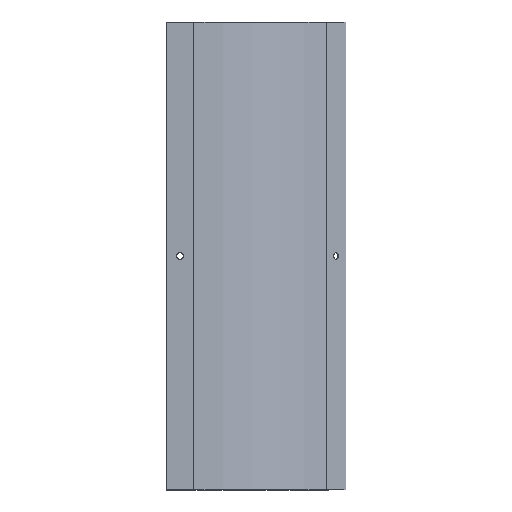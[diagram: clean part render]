
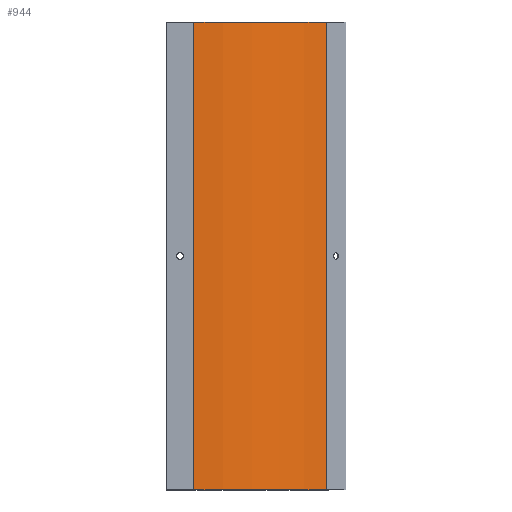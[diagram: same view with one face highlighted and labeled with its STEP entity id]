
A CAD part, front view. The second image highlights one B-rep face of the part: STEP entity #944.
In plain terms, the highlighted cylindrical face has radius 200 mm (diameter 400 mm), a partial arc.
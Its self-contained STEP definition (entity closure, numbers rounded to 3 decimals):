
#1 = CARTESIAN_POINT ( 'NONE',  ( 29.792, -50., -499.2 ) ) ;
#7 = CARTESIAN_POINT ( 'NONE',  ( 29.792, -50., 0.8 ) ) ;
#25 = CARTESIAN_POINT ( 'NONE',  ( 171.213, 8.579, 0.8 ) ) ;
#46 = DIRECTION ( 'NONE',  ( 1., 0., 0. ) ) ;
#47 = DIRECTION ( 'NONE',  ( 0., 0., 1. ) ) ;
#48 = CARTESIAN_POINT ( 'NONE',  ( 29.792, 150., -499.2 ) ) ;
#80 = DIRECTION ( 'NONE',  ( 1., 0., 0. ) ) ;
#81 = DIRECTION ( 'NONE',  ( 0., 0., 1. ) ) ;
#82 = CARTESIAN_POINT ( 'NONE',  ( 29.792, 150., 0.8 ) ) ;
#135 = CARTESIAN_POINT ( 'NONE',  ( 171.213, 8.579, 0.8 ) ) ;
#142 = DIRECTION ( 'NONE',  ( 0., 0., -1. ) ) ;
#158 = LINE ( 'NONE', #135, #163 ) ;
#163 = VECTOR ( 'NONE', #142, 1000. ) ;
#199 = CIRCLE ( 'NONE', #348, 200. ) ;
#223 = CIRCLE ( 'NONE', #312, 200. ) ;
#312 = AXIS2_PLACEMENT_3D ( 'NONE', #48, #47, #46 ) ;
#328 = EDGE_CURVE ( 'NONE', #517, #565, #158, .T. ) ;
#348 = AXIS2_PLACEMENT_3D ( 'NONE', #82, #81, #80 ) ;
#357 = EDGE_CURVE ( 'NONE', #537, #517, #199, .T. ) ;
#378 = EDGE_CURVE ( 'NONE', #543, #565, #223, .T. ) ;
#434 = EDGE_LOOP ( 'NONE', ( #611, #661, #663, #660 ) ) ;
#517 = VERTEX_POINT ( 'NONE', #25 ) ;
#537 = VERTEX_POINT ( 'NONE', #7 ) ;
#543 = VERTEX_POINT ( 'NONE', #1 ) ;
#565 = VERTEX_POINT ( 'NONE', #1223 ) ;
#611 = ORIENTED_EDGE ( 'NONE', *, *, #378, .T. ) ;
#660 = ORIENTED_EDGE ( 'NONE', *, *, #805, .T. ) ;
#661 = ORIENTED_EDGE ( 'NONE', *, *, #328, .F. ) ;
#663 = ORIENTED_EDGE ( 'NONE', *, *, #357, .F. ) ;
#805 = EDGE_CURVE ( 'NONE', #537, #543, #822, .T. ) ;
#822 = LINE ( 'NONE', #1175, #824 ) ;
#824 = VECTOR ( 'NONE', #1119, 1000. ) ;
#842 = FACE_OUTER_BOUND ( 'NONE', #434, .T. ) ;
#846 = CYLINDRICAL_SURFACE ( 'NONE', #1027, 200. ) ;
#944 = ADVANCED_FACE ( 'NONE', ( #842 ), #846, .T. ) ;
#1027 = AXIS2_PLACEMENT_3D ( 'NONE', #1131, #1135, #1145 ) ;
#1119 = DIRECTION ( 'NONE',  ( 0., 0., -1. ) ) ;
#1131 = CARTESIAN_POINT ( 'NONE',  ( 29.792, 150., 0.8 ) ) ;
#1135 = DIRECTION ( 'NONE',  ( 0., 0., -1. ) ) ;
#1145 = DIRECTION ( 'NONE',  ( -1., 0., 0. ) ) ;
#1175 = CARTESIAN_POINT ( 'NONE',  ( 29.792, -50., 0.8 ) ) ;
#1223 = CARTESIAN_POINT ( 'NONE',  ( 171.213, 8.579, -499.2 ) ) ;
